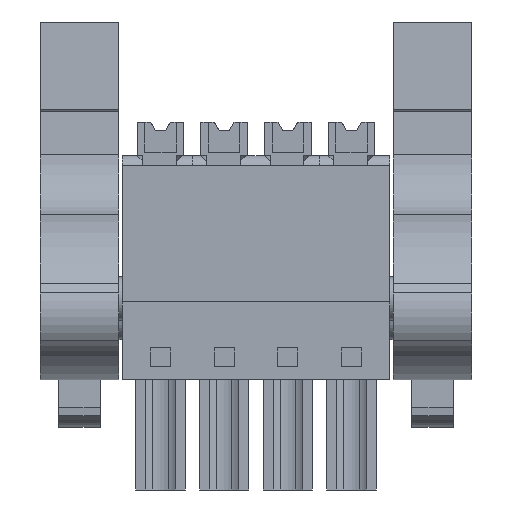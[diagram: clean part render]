
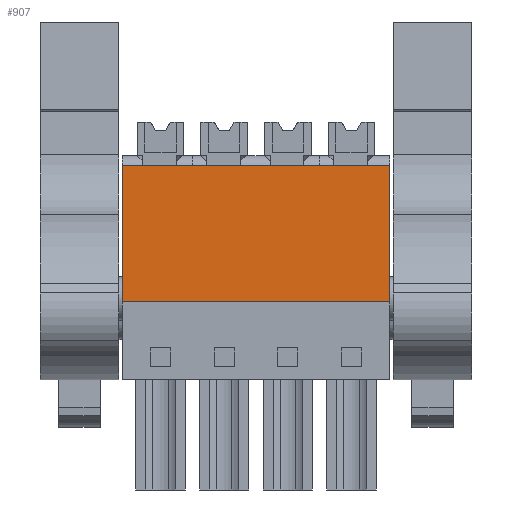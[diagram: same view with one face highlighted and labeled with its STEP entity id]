
A CAD part, front view. The second image highlights one B-rep face of the part: STEP entity #907.
In plain terms, the highlighted planar face has unit normal (0, -1, 0).
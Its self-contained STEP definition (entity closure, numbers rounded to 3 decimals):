
#887=AXIS2_PLACEMENT_3D('Plane Axis2P3D',#884,#885,#886) ;
#77=CARTESIAN_POINT('Vertex',(4.9,2.029,11.25)) ;
#80=CARTESIAN_POINT('Line Origine',(4.9,2.029,13.3)) ;
#84=CARTESIAN_POINT('Vertex',(4.9,2.029,19.4)) ;
#869=CARTESIAN_POINT('Vertex',(20.93,2.029,11.25)) ;
#872=CARTESIAN_POINT('Line Origine',(12.915,2.029,11.25)) ;
#884=CARTESIAN_POINT('Axis2P3D Location',(4.8,2.029,19.4)) ;
#889=CARTESIAN_POINT('Line Origine',(20.93,2.029,15.325)) ;
#893=CARTESIAN_POINT('Vertex',(20.93,2.029,19.4)) ;
#896=CARTESIAN_POINT('Line Origine',(12.915,2.029,19.4)) ;
#81=DIRECTION('Vector Direction',(0.,0.,1.)) ;
#873=DIRECTION('Vector Direction',(1.,0.,0.)) ;
#885=DIRECTION('Axis2P3D Direction',(0.,-1.,0.)) ;
#886=DIRECTION('Axis2P3D XDirection',(0.,0.,-1.)) ;
#890=DIRECTION('Vector Direction',(0.,0.,-1.)) ;
#897=DIRECTION('Vector Direction',(1.,0.,0.)) ;
#82=VECTOR('Line Direction',#81,1.) ;
#874=VECTOR('Line Direction',#873,1.) ;
#891=VECTOR('Line Direction',#890,1.) ;
#898=VECTOR('Line Direction',#897,1.) ;
#902=ORIENTED_EDGE('',*,*,#876,.T.) ;
#903=ORIENTED_EDGE('',*,*,#895,.F.) ;
#904=ORIENTED_EDGE('',*,*,#900,.F.) ;
#905=ORIENTED_EDGE('',*,*,#86,.F.) ;
#907=ADVANCED_FACE('HOUSING',(#906),#888,.T.) ;
#86=EDGE_CURVE('',#78,#85,#83,.T.) ;
#876=EDGE_CURVE('',#78,#870,#875,.T.) ;
#895=EDGE_CURVE('',#894,#870,#892,.T.) ;
#900=EDGE_CURVE('',#85,#894,#899,.T.) ;
#901=EDGE_LOOP('',(#902,#903,#904,#905)) ;
#906=FACE_OUTER_BOUND('',#901,.T.) ;
#83=LINE('Line',#80,#82) ;
#875=LINE('Line',#872,#874) ;
#892=LINE('Line',#889,#891) ;
#899=LINE('Line',#896,#898) ;
#888=PLANE('',#887) ;
#78=VERTEX_POINT('',#77) ;
#85=VERTEX_POINT('',#84) ;
#870=VERTEX_POINT('',#869) ;
#894=VERTEX_POINT('',#893) ;
